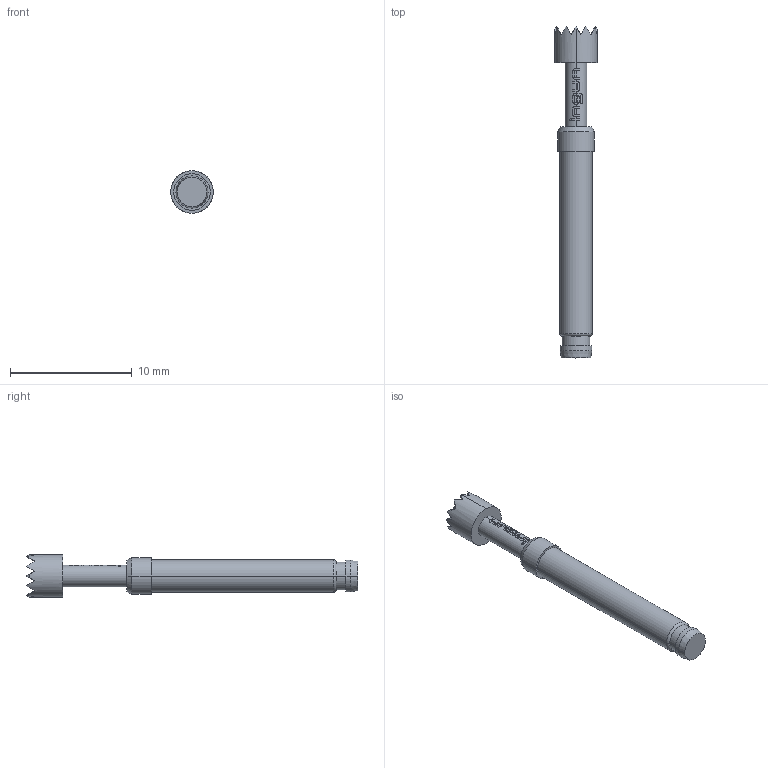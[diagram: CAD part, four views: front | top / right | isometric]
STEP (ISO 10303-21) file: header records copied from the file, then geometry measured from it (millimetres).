
FILE_DESCRIPTION (( 'STEP AP203' ), '1' );
FILE_NAME ('INGUN_GKS-113_306_350_R_xx02.STEP', '2022-09-21T07:44:09', ( 'ochi' ), ( '' ), 'SwSTEP 2.0', 'SolidWorks 2021', '' );
FILE_SCHEMA (( 'CONFIG_CONTROL_DESIGN' ));
Length unit declared in the file: millimetre
Products named in the file (1): INGUN_GKS-113_306_350_R_xx02
Bounding box: 3.5 x 27.3 x 3.5 mm (x, y, z)
Volume: 144 mm3; surface area: 255.7 mm2
Topology: 1 solids, 1 shells, 188 faces, 442 edges, 261 vertices
Faces by surface type: plane 129, cylinder 31, bspline 22, cone 4, torus 2
Entity records: 5601 total; most frequent: CARTESIAN_POINT 1550, ORIENTED_EDGE 884, DIRECTION 748, EDGE_CURVE 442, AXIS2_PLACEMENT_3D 271, VERTEX_POINT 261, LINE 206, VECTOR 206
